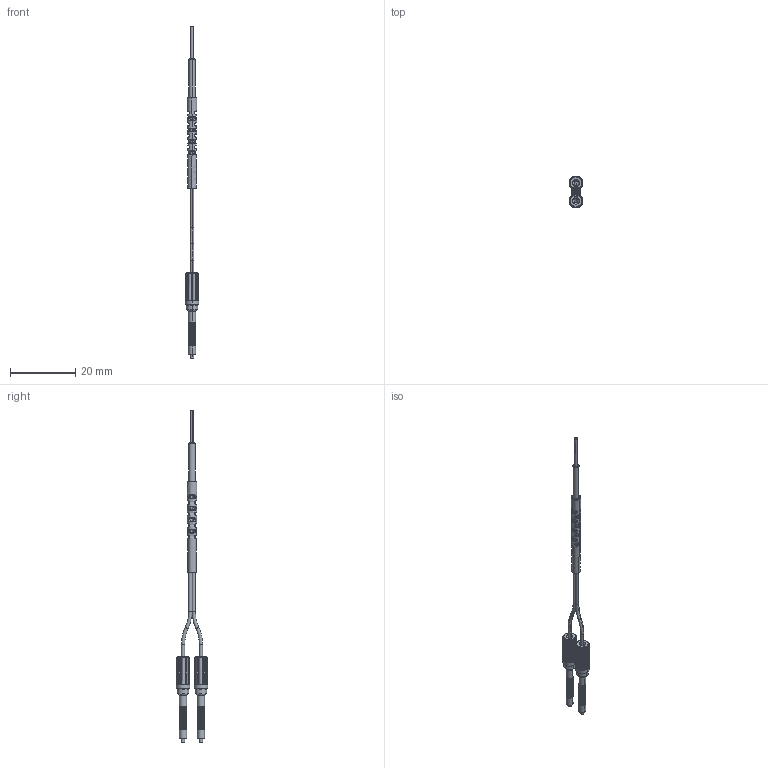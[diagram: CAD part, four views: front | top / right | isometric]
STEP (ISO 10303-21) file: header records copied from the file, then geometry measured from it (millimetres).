
FILE_DESCRIPTION((''),'2;1');
FILE_NAME('PRE2Y10I_ASM','2020-06-05T14:02:42',('Administrator'),(''),'CREO PARAMETRIC BY PTC INC, 2018400','CREO PARAMETRIC BY PTC INC, 2018400','');
FILE_SCHEMA(('AUTOMOTIVE_DESIGN { 1 0 10303 214 1 1 1 1 }'));
Length unit declared in the file: millimetre
Products named in the file (7): 2-12TOU; 9-5_; 10XXX_; JW22_10__; PT2_1__; 10XIAN_3MMHT__ASM; PRE2Y10I_ASM
Assembly tree (7 placements, depth 3):
  PRE2Y10I_ASM
    2-12TOU
    9-5_
    10XIAN_3MMHT__ASM
      10XXX_
      JW22_10__  x2
      PT2_1__
Bounding box: 4.2 x 9.7 x 102 mm (x, y, z)
Volume: 588.1 mm3; surface area: 1941.3 mm2
Topology: 7 solids, 7 shells, 972 faces, 2358 edges, 1412 vertices
Faces by surface type: cylinder 402, plane 268, torus 196, bspline 84, cone 22
Entity records: 27026 total; most frequent: CARTESIAN_POINT 10932, DIRECTION 3065, ORIENTED_EDGE 2944, EDGE_CURVE 1472, AXIS2_PLACEMENT_3D 1390, VERTEX_POINT 890, CIRCLE 852, EDGE_LOOP 654
